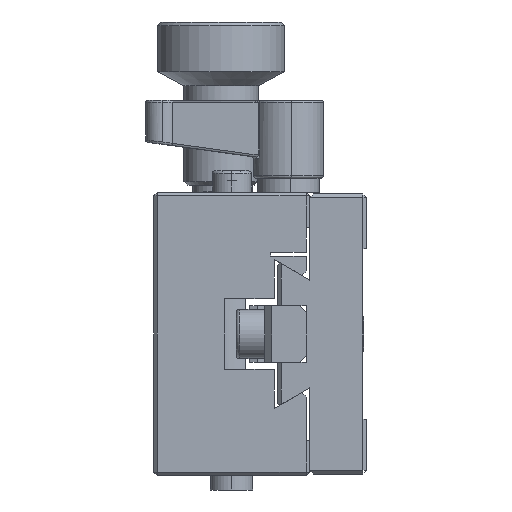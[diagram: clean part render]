
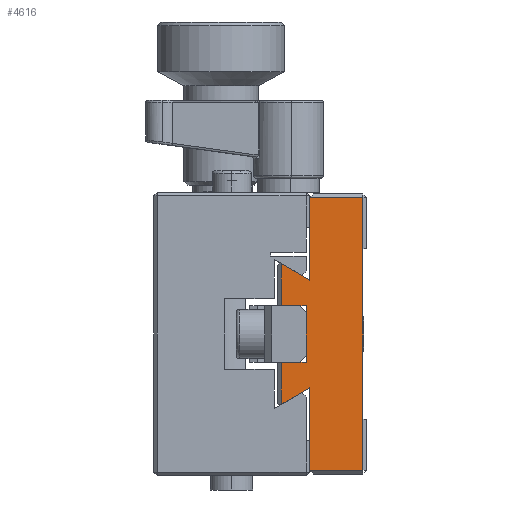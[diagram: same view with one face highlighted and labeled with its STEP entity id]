
A CAD part, left-side view. The second image highlights one B-rep face of the part: STEP entity #4616.
In plain terms, the highlighted planar face has unit normal (-1, 0, 0).
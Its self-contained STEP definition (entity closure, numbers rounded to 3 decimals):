
#341 = DIRECTION ( 'NONE',  ( 0., 1., 0. ) ) ;
#883 = ORIENTED_EDGE ( 'NONE', *, *, #4436, .T. ) ;
#980 = ORIENTED_EDGE ( 'NONE', *, *, #16601, .F. ) ;
#1300 = LINE ( 'NONE', #3920, #18367 ) ;
#1620 = CARTESIAN_POINT ( 'NONE',  ( -200., 12., 0. ) ) ;
#1907 = EDGE_CURVE ( 'NONE', #22582, #16368, #26094, .T. ) ;
#2228 = DIRECTION ( 'NONE',  ( 0., 1., 0. ) ) ;
#2416 = DIRECTION ( 'NONE',  ( 0., -0.866, -0.5 ) ) ;
#2875 = LINE ( 'NONE', #17054, #11419 ) ;
#2936 = VERTEX_POINT ( 'NONE', #14878 ) ;
#3073 = PLANE ( 'NONE',  #26365 ) ;
#3166 = VECTOR ( 'NONE', #341, 1000. ) ;
#3340 = CARTESIAN_POINT ( 'NONE',  ( -200., 12., 0. ) ) ;
#3545 = ORIENTED_EDGE ( 'NONE', *, *, #7194, .F. ) ;
#3790 = ORIENTED_EDGE ( 'NONE', *, *, #14471, .T. ) ;
#3892 = CARTESIAN_POINT ( 'NONE',  ( -200., 0.5, 12. ) ) ;
#3915 = LINE ( 'NONE', #12934, #4581 ) ;
#3920 = CARTESIAN_POINT ( 'NONE',  ( -200., 8., -19.75 ) ) ;
#4202 = LINE ( 'NONE', #1620, #11037 ) ;
#4436 = EDGE_CURVE ( 'NONE', #17114, #24231, #3915, .T. ) ;
#4581 = VECTOR ( 'NONE', #15226, 1000. ) ;
#4616 = ADVANCED_FACE ( 'NONE', ( #18903 ), #3073, .F. ) ;
#4620 = CARTESIAN_POINT ( 'NONE',  ( -200., 8., 7.613 ) ) ;
#4704 = VECTOR ( 'NONE', #8195, 1000. ) ;
#5334 = LINE ( 'NONE', #18435, #9097 ) ;
#5473 = LINE ( 'NONE', #10699, #20147 ) ;
#5762 = VERTEX_POINT ( 'NONE', #10328 ) ;
#6017 = CARTESIAN_POINT ( 'NONE',  ( -200., 8., 19.25 ) ) ;
#6295 = EDGE_CURVE ( 'NONE', #22285, #11995, #10780, .T. ) ;
#6503 = CARTESIAN_POINT ( 'NONE',  ( -200., 8.5, -4. ) ) ;
#7194 = EDGE_CURVE ( 'NONE', #23372, #5762, #7650, .T. ) ;
#7359 = ORIENTED_EDGE ( 'NONE', *, *, #17044, .T. ) ;
#7650 = LINE ( 'NONE', #20819, #14185 ) ;
#8195 = DIRECTION ( 'NONE',  ( 0., 0., -1. ) ) ;
#8515 = ORIENTED_EDGE ( 'NONE', *, *, #1907, .F. ) ;
#8858 = EDGE_CURVE ( 'NONE', #11995, #2936, #19412, .T. ) ;
#9011 = CARTESIAN_POINT ( 'NONE',  ( -200., 0.5, -12. ) ) ;
#9097 = VECTOR ( 'NONE', #16623, 1000. ) ;
#9262 = CARTESIAN_POINT ( 'NONE',  ( -200., 8.5, 4. ) ) ;
#9297 = EDGE_CURVE ( 'NONE', #22582, #14641, #10504, .T. ) ;
#9490 = EDGE_CURVE ( 'NONE', #24231, #19803, #18730, .T. ) ;
#9899 = EDGE_CURVE ( 'NONE', #17114, #23372, #1300, .T. ) ;
#10289 = DIRECTION ( 'NONE',  ( 0., 0., -1. ) ) ;
#10328 = CARTESIAN_POINT ( 'NONE',  ( -200., 12., -9.923 ) ) ;
#10370 = DIRECTION ( 'NONE',  ( 0., 0., 1. ) ) ;
#10504 = LINE ( 'NONE', #3340, #4704 ) ;
#10659 = EDGE_CURVE ( 'NONE', #14641, #22285, #5334, .T. ) ;
#10699 = CARTESIAN_POINT ( 'NONE',  ( -200., 8., 19.75 ) ) ;
#10780 = LINE ( 'NONE', #25223, #12513 ) ;
#10799 = DIRECTION ( 'NONE',  ( 0., 0., 1. ) ) ;
#11037 = VECTOR ( 'NONE', #21105, 1000. ) ;
#11043 = CARTESIAN_POINT ( 'NONE',  ( -200., 0.5, -19.25 ) ) ;
#11419 = VECTOR ( 'NONE', #21558, 1000. ) ;
#11995 = VERTEX_POINT ( 'NONE', #6503 ) ;
#12405 = DIRECTION ( 'NONE',  ( 0., 0., 1. ) ) ;
#12513 = VECTOR ( 'NONE', #10289, 1000. ) ;
#12934 = CARTESIAN_POINT ( 'NONE',  ( -200., 0., -19.25 ) ) ;
#13621 = VECTOR ( 'NONE', #2228, 1000. ) ;
#13942 = CARTESIAN_POINT ( 'NONE',  ( -200., 8., -7.613 ) ) ;
#13976 = DIRECTION ( 'NONE',  ( 1., 0., 0. ) ) ;
#14185 = VECTOR ( 'NONE', #27153, 1000. ) ;
#14324 = EDGE_CURVE ( 'NONE', #2936, #5762, #4202, .T. ) ;
#14471 = EDGE_CURVE ( 'NONE', #26639, #17307, #22273, .T. ) ;
#14519 = VECTOR ( 'NONE', #2416, 1000. ) ;
#14620 = ORIENTED_EDGE ( 'NONE', *, *, #10659, .T. ) ;
#14641 = VERTEX_POINT ( 'NONE', #24656 ) ;
#14675 = DIRECTION ( 'NONE',  ( 0., 0., 1. ) ) ;
#14878 = CARTESIAN_POINT ( 'NONE',  ( -200., 12., -4. ) ) ;
#15145 = LINE ( 'NONE', #23405, #23674 ) ;
#15226 = DIRECTION ( 'NONE',  ( 0., -1., 0. ) ) ;
#16226 = CARTESIAN_POINT ( 'NONE',  ( -200., 0.5, 0. ) ) ;
#16368 = VERTEX_POINT ( 'NONE', #26325 ) ;
#16458 = ORIENTED_EDGE ( 'NONE', *, *, #6295, .T. ) ;
#16601 = EDGE_CURVE ( 'NONE', #16368, #17307, #5473, .T. ) ;
#16623 = DIRECTION ( 'NONE',  ( 0., -1., 0. ) ) ;
#17044 = EDGE_CURVE ( 'NONE', #21488, #26639, #15145, .T. ) ;
#17054 = CARTESIAN_POINT ( 'NONE',  ( -200., 0.5, 12. ) ) ;
#17114 = VERTEX_POINT ( 'NONE', #23805 ) ;
#17170 = ORIENTED_EDGE ( 'NONE', *, *, #9899, .F. ) ;
#17186 = ORIENTED_EDGE ( 'NONE', *, *, #9490, .T. ) ;
#17307 = VERTEX_POINT ( 'NONE', #6017 ) ;
#17582 = CARTESIAN_POINT ( 'NONE',  ( -200., 8.5, -4. ) ) ;
#18160 = CARTESIAN_POINT ( 'NONE',  ( -200., 0., 0. ) ) ;
#18168 = CARTESIAN_POINT ( 'NONE',  ( -200., 0.5, 19.25 ) ) ;
#18367 = VECTOR ( 'NONE', #14675, 1000. ) ;
#18435 = CARTESIAN_POINT ( 'NONE',  ( -200., 12.5, 4. ) ) ;
#18730 = LINE ( 'NONE', #16226, #24454 ) ;
#18903 = FACE_OUTER_BOUND ( 'NONE', #26894, .T. ) ;
#19412 = LINE ( 'NONE', #17582, #13621 ) ;
#19653 = ORIENTED_EDGE ( 'NONE', *, *, #24117, .F. ) ;
#19803 = VERTEX_POINT ( 'NONE', #9011 ) ;
#20017 = ORIENTED_EDGE ( 'NONE', *, *, #9297, .T. ) ;
#20147 = VECTOR ( 'NONE', #10799, 1000. ) ;
#20574 = ORIENTED_EDGE ( 'NONE', *, *, #8858, .T. ) ;
#20819 = CARTESIAN_POINT ( 'NONE',  ( -200., 8., -7.613 ) ) ;
#21105 = DIRECTION ( 'NONE',  ( 0., 0., -1. ) ) ;
#21488 = VERTEX_POINT ( 'NONE', #3892 ) ;
#21558 = DIRECTION ( 'NONE',  ( 0., 0., -1. ) ) ;
#22273 = LINE ( 'NONE', #26190, #3166 ) ;
#22285 = VERTEX_POINT ( 'NONE', #9262 ) ;
#22582 = VERTEX_POINT ( 'NONE', #23432 ) ;
#23372 = VERTEX_POINT ( 'NONE', #13942 ) ;
#23405 = CARTESIAN_POINT ( 'NONE',  ( -200., 0.5, 0. ) ) ;
#23432 = CARTESIAN_POINT ( 'NONE',  ( -200., 12., 9.923 ) ) ;
#23674 = VECTOR ( 'NONE', #10370, 1000. ) ;
#23779 = ORIENTED_EDGE ( 'NONE', *, *, #14324, .T. ) ;
#23805 = CARTESIAN_POINT ( 'NONE',  ( -200., 8., -19.25 ) ) ;
#24117 = EDGE_CURVE ( 'NONE', #21488, #19803, #2875, .T. ) ;
#24231 = VERTEX_POINT ( 'NONE', #11043 ) ;
#24454 = VECTOR ( 'NONE', #12405, 1000. ) ;
#24656 = CARTESIAN_POINT ( 'NONE',  ( -200., 12., 4. ) ) ;
#25223 = CARTESIAN_POINT ( 'NONE',  ( -200., 8.5, 4. ) ) ;
#26094 = LINE ( 'NONE', #4620, #14519 ) ;
#26190 = CARTESIAN_POINT ( 'NONE',  ( -200., 0., 19.25 ) ) ;
#26325 = CARTESIAN_POINT ( 'NONE',  ( -200., 8., 7.613 ) ) ;
#26365 = AXIS2_PLACEMENT_3D ( 'NONE', #18160, #13976, #26714 ) ;
#26639 = VERTEX_POINT ( 'NONE', #18168 ) ;
#26714 = DIRECTION ( 'NONE',  ( 0., 0., -1. ) ) ;
#26894 = EDGE_LOOP ( 'NONE', ( #20574, #23779, #3545, #17170, #883, #17186, #19653, #7359, #3790, #980, #8515, #20017, #14620, #16458 ) ) ;
#27153 = DIRECTION ( 'NONE',  ( 0., 0.866, -0.5 ) ) ;
